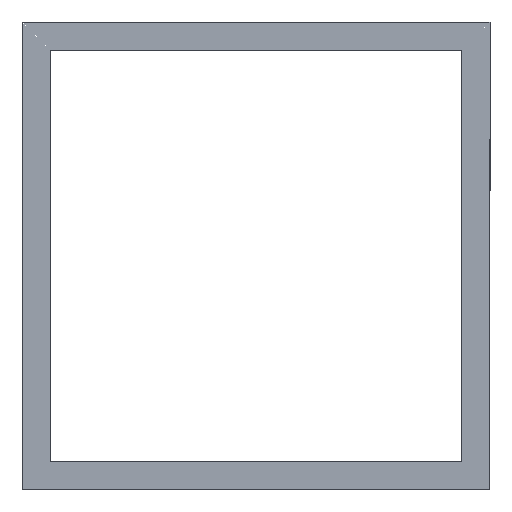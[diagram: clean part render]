
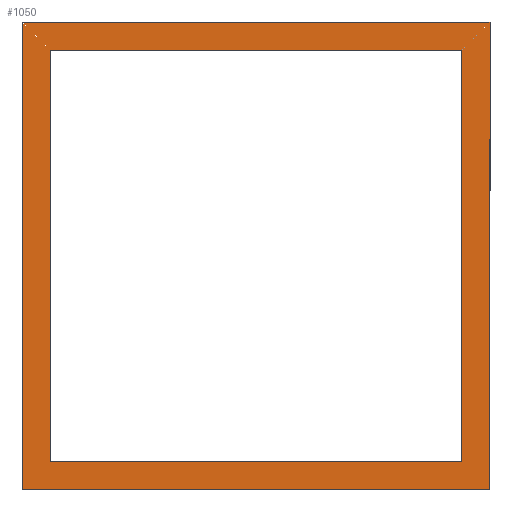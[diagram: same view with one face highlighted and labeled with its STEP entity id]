
A CAD part, front view. The second image highlights one B-rep face of the part: STEP entity #1050.
In plain terms, the highlighted planar face has unit normal (0, -1, 0).
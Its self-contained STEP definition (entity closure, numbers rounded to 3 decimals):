
#111 = ORIENTED_EDGE ( 'NONE', *, *, #1790, .F. ) ;
#131 = CARTESIAN_POINT ( 'NONE',  ( 11., -85., -11. ) ) ;
#159 = CARTESIAN_POINT ( 'NONE',  ( -11., -85., 11. ) ) ;
#259 = EDGE_LOOP ( 'NONE', ( #2704, #2668, #751, #111 ) ) ;
#266 = VECTOR ( 'NONE', #1624, 1000. ) ;
#317 = CARTESIAN_POINT ( 'NONE',  ( 12.5, -85., -12.5 ) ) ;
#329 = DIRECTION ( 'NONE',  ( 0., 0., 1. ) ) ;
#432 = CARTESIAN_POINT ( 'NONE',  ( 11., -85., -11. ) ) ;
#435 = LINE ( 'NONE', #754, #1125 ) ;
#517 = CARTESIAN_POINT ( 'NONE',  ( 12.5, -85., -12.5 ) ) ;
#524 = DIRECTION ( 'NONE',  ( 0., 0., -1. ) ) ;
#597 = CARTESIAN_POINT ( 'NONE',  ( -11., -85., 11. ) ) ;
#603 = VERTEX_POINT ( 'NONE', #1225 ) ;
#635 = VECTOR ( 'NONE', #1463, 1000. ) ;
#696 = VERTEX_POINT ( 'NONE', #839 ) ;
#731 = LINE ( 'NONE', #1176, #266 ) ;
#751 = ORIENTED_EDGE ( 'NONE', *, *, #1066, .F. ) ;
#754 = CARTESIAN_POINT ( 'NONE',  ( -11., -85., -11. ) ) ;
#828 = EDGE_LOOP ( 'NONE', ( #1692, #1471, #1815, #2153 ) ) ;
#839 = CARTESIAN_POINT ( 'NONE',  ( -12.5, -85., 12.5 ) ) ;
#892 = VECTOR ( 'NONE', #1919, 1000. ) ;
#1035 = DIRECTION ( 'NONE',  ( -1., 0., 0. ) ) ;
#1049 = LINE ( 'NONE', #517, #2687 ) ;
#1050 = ADVANCED_FACE ( 'NONE', ( #2630, #2269 ), #2239, .F. ) ;
#1054 = LINE ( 'NONE', #1272, #635 ) ;
#1066 = EDGE_CURVE ( 'NONE', #1912, #696, #1466, .T. ) ;
#1095 = VERTEX_POINT ( 'NONE', #159 ) ;
#1125 = VECTOR ( 'NONE', #329, 1000. ) ;
#1176 = CARTESIAN_POINT ( 'NONE',  ( -12.5, -85., 12.5 ) ) ;
#1191 = DIRECTION ( 'NONE',  ( 0., 0., 1. ) ) ;
#1225 = CARTESIAN_POINT ( 'NONE',  ( -11., -85., -11. ) ) ;
#1243 = CARTESIAN_POINT ( 'NONE',  ( -12.5, -85., -12.5 ) ) ;
#1272 = CARTESIAN_POINT ( 'NONE',  ( -11., -85., -11. ) ) ;
#1463 = DIRECTION ( 'NONE',  ( -1., 0., 0. ) ) ;
#1464 = LINE ( 'NONE', #597, #2721 ) ;
#1466 = LINE ( 'NONE', #2282, #1809 ) ;
#1471 = ORIENTED_EDGE ( 'NONE', *, *, #1897, .T. ) ;
#1523 = LINE ( 'NONE', #432, #892 ) ;
#1543 = AXIS2_PLACEMENT_3D ( 'NONE', #2690, #2254, #1191 ) ;
#1624 = DIRECTION ( 'NONE',  ( 1., 0., 0. ) ) ;
#1627 = EDGE_CURVE ( 'NONE', #603, #1095, #435, .T. ) ;
#1692 = ORIENTED_EDGE ( 'NONE', *, *, #1807, .T. ) ;
#1730 = EDGE_CURVE ( 'NONE', #1095, #2147, #1464, .T. ) ;
#1761 = VERTEX_POINT ( 'NONE', #2274 ) ;
#1790 = EDGE_CURVE ( 'NONE', #2473, #1912, #1905, .T. ) ;
#1807 = EDGE_CURVE ( 'NONE', #2147, #2599, #1523, .T. ) ;
#1809 = VECTOR ( 'NONE', #1845, 1000. ) ;
#1815 = ORIENTED_EDGE ( 'NONE', *, *, #1627, .T. ) ;
#1845 = DIRECTION ( 'NONE',  ( 0., 0., 1. ) ) ;
#1897 = EDGE_CURVE ( 'NONE', #2599, #603, #1054, .T. ) ;
#1905 = LINE ( 'NONE', #2123, #2660 ) ;
#1912 = VERTEX_POINT ( 'NONE', #1243 ) ;
#1919 = DIRECTION ( 'NONE',  ( 0., 0., -1. ) ) ;
#2123 = CARTESIAN_POINT ( 'NONE',  ( -12.5, -85., -12.5 ) ) ;
#2126 = EDGE_CURVE ( 'NONE', #1761, #2473, #1049, .T. ) ;
#2147 = VERTEX_POINT ( 'NONE', #2217 ) ;
#2153 = ORIENTED_EDGE ( 'NONE', *, *, #1730, .T. ) ;
#2180 = EDGE_CURVE ( 'NONE', #696, #1761, #731, .T. ) ;
#2217 = CARTESIAN_POINT ( 'NONE',  ( 11., -85., 11. ) ) ;
#2239 = PLANE ( 'NONE',  #1543 ) ;
#2254 = DIRECTION ( 'NONE',  ( 0., 1., 0. ) ) ;
#2269 = FACE_OUTER_BOUND ( 'NONE', #259, .T. ) ;
#2274 = CARTESIAN_POINT ( 'NONE',  ( 12.5, -85., 12.5 ) ) ;
#2282 = CARTESIAN_POINT ( 'NONE',  ( -12.5, -85., -12.5 ) ) ;
#2469 = DIRECTION ( 'NONE',  ( 1., 0., 0. ) ) ;
#2473 = VERTEX_POINT ( 'NONE', #317 ) ;
#2599 = VERTEX_POINT ( 'NONE', #131 ) ;
#2630 = FACE_BOUND ( 'NONE', #828, .T. ) ;
#2660 = VECTOR ( 'NONE', #1035, 1000. ) ;
#2668 = ORIENTED_EDGE ( 'NONE', *, *, #2180, .F. ) ;
#2687 = VECTOR ( 'NONE', #524, 1000. ) ;
#2690 = CARTESIAN_POINT ( 'NONE',  ( 0., -85., 0. ) ) ;
#2704 = ORIENTED_EDGE ( 'NONE', *, *, #2126, .F. ) ;
#2721 = VECTOR ( 'NONE', #2469, 1000. ) ;
